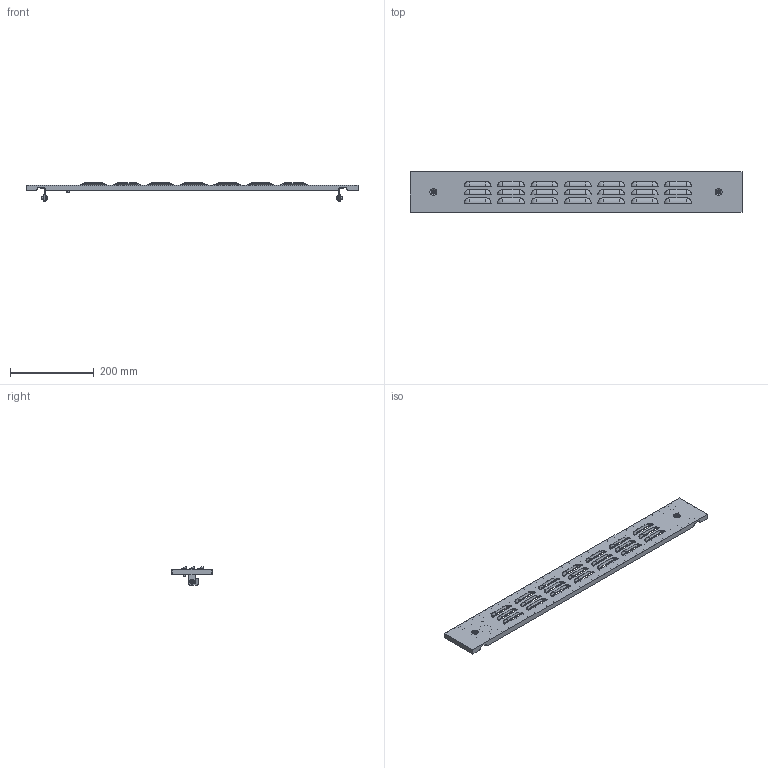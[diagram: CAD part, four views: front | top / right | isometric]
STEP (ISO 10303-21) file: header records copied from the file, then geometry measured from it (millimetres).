
FILE_DESCRIPTION (( 'STEP AP203' ), '1' );
FILE_NAME ('FO-00-PWSV-010-080 FORMAT Ôàëüø-ïàíåëü âíåøíÿÿ ãëóõàÿ 100õ800 IEK.STEP', '2025-01-20T14:08:56', ( '' ), ( '' ), 'SwSTEP 2.0', 'SolidWorks 2022', '' );
FILE_SCHEMA (( 'CONFIG_CONTROL_DESIGN' ));
Length unit declared in the file: millimetre
Products named in the file (1): FO-00-PWSV-010-080 FORMAT Фальш-панель внешняя глухая 100х800 IEK
Bounding box: 795 x 96 x 43.5 mm (x, y, z)
Volume: 288277.6 mm3; surface area: 219481 mm2
Topology: 1 solids, 6 shells, 774 faces, 1946 edges, 1197 vertices
Faces by surface type: plane 301, cylinder 251, torus 104, sphere 84, cone 34
Entity records: 23517 total; most frequent: DIRECTION 4468, CARTESIAN_POINT 4040, ORIENTED_EDGE 3888, EDGE_CURVE 1944, AXIS2_PLACEMENT_3D 1765, VERTEX_POINT 1197, CIRCLE 990, LINE 938
